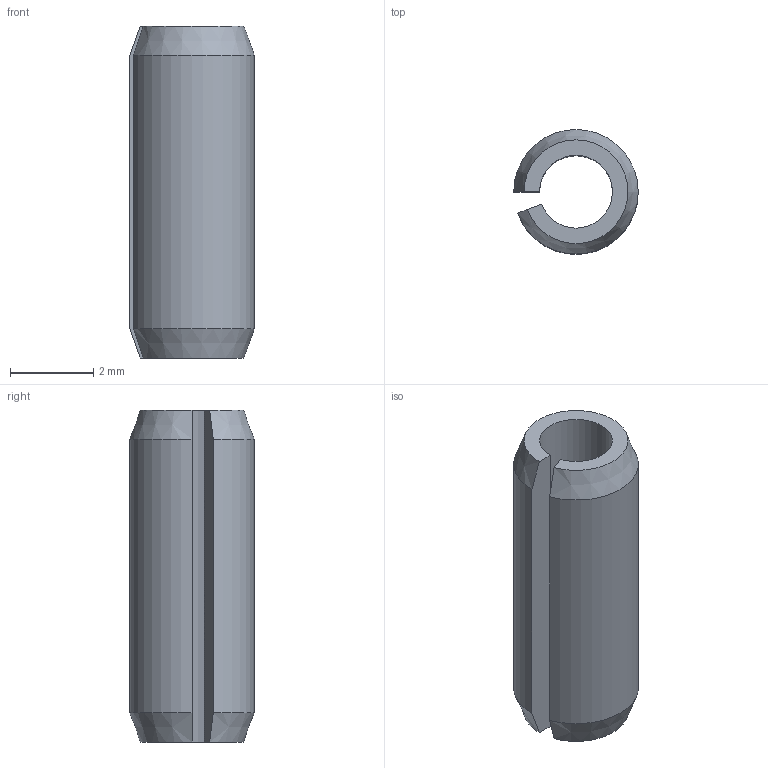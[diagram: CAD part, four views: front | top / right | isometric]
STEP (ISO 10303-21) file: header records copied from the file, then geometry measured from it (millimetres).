
FILE_DESCRIPTION(('FreeCAD Model'),'2;1');
FILE_NAME( 'idler_pin.step', '2017-04-12T13:11:27',('Author'),(''), 'Open CASCADE STEP processor 6.9','FreeCAD','Unknown');
FILE_SCHEMA(('AUTOMOTIVE_DESIGN_CC2 { 1 2 10303 214 -1 1 5 4 }'));
Length unit declared in the file: millimetre
Products named in the file (2): ASSEMBLY; EX_IDLER_PIN_3mm
Assembly tree (1 placements, depth 2):
  ASSEMBLY
    EX_IDLER_PIN_3mm
Bounding box: 3 x 3 x 8 mm (x, y, z)
Volume: 33.7 mm3; surface area: 126.8 mm2
Topology: 1 solids, 1 shells, 8 faces, 18 edges, 12 vertices
Faces by surface type: plane 4, cylinder 2, cone 2
Entity records: 507 total; most frequent: CARTESIAN_POINT 88, DIRECTION 78, LINE 44, VECTOR 44, ORIENTED_EDGE 36, PCURVE 36, DEFINITIONAL_REPRESENTATION 36, EDGE_CURVE 18
